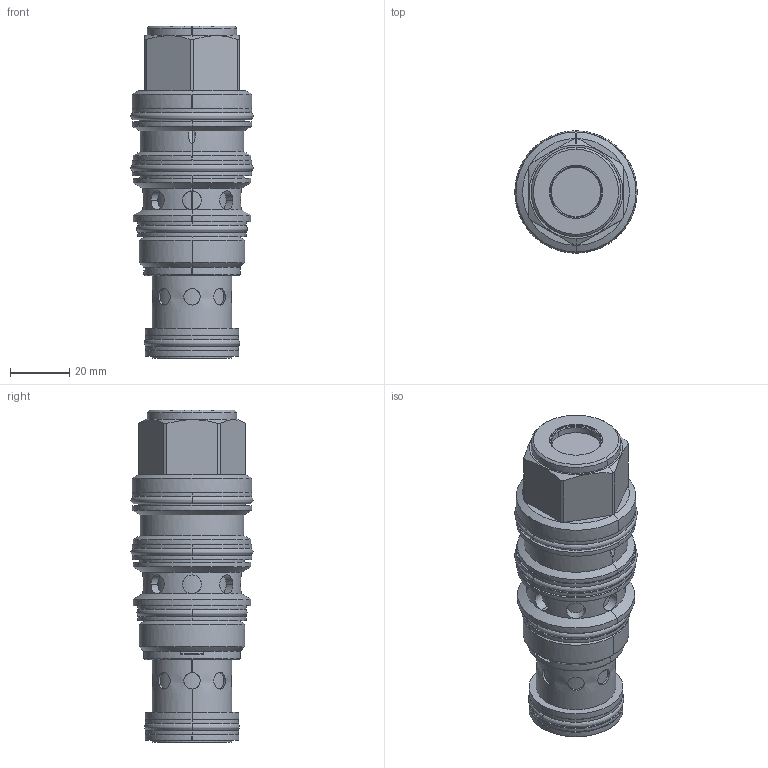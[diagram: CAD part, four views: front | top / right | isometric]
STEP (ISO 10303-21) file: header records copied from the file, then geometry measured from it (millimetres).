
FILE_DESCRIPTION((''),'2;1');
FILE_NAME('PVHA8WN_SW_PRT','2021-03-23T',('charlief'),(''),'PRO/ENGINEER BY PARAMETRIC TECHNOLOGY CORPORATION, 2016010','PRO/ENGINEER BY PARAMETRIC TECHNOLOGY CORPORATION, 2016010','');
FILE_SCHEMA(('CONFIG_CONTROL_DESIGN'));
Products named in the file (1): PVHA8WN_SW_PRT
Bounding box: 41.17 x 41.17 x 111.89 mm (x, y, z)
Surface area: 33012.4 mm2 (no closed solid volume)
Topology: 0 solids, 0 shells, 267 faces, 1268 edges, 1248 vertices
Faces by surface type: bspline 238, torus 29
Entity records: 47207 total; most frequent: CARTESIAN_POINT 36367, DIRECTION 1698, TRIMMED_CURVE 1348, DEFINITIONAL_REPRESENTATION 1228, PCURVE 1228, COMPOSITE_CURVE_SEGMENT 1228, VECTOR 1056, LINE 1056
